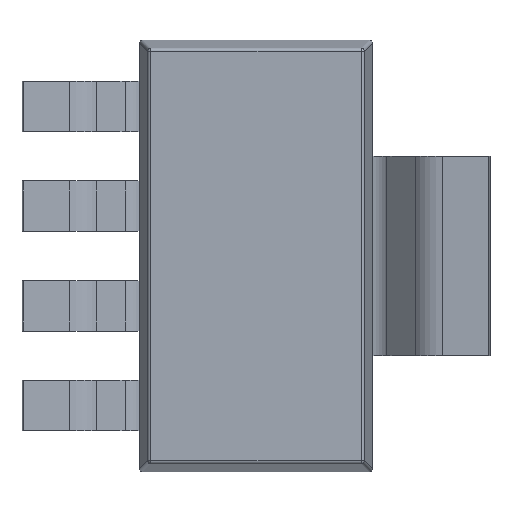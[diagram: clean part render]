
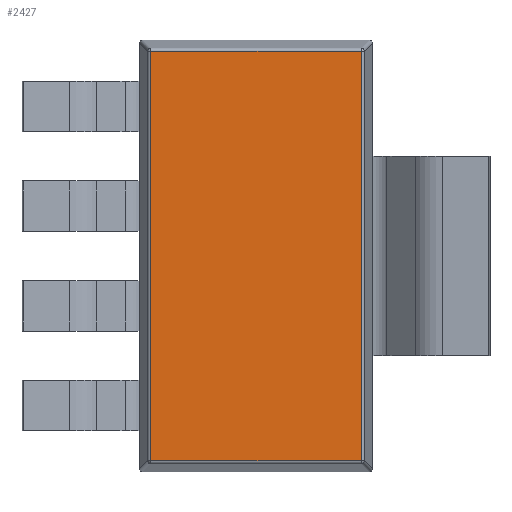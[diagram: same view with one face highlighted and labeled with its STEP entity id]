
A CAD part, front view. The second image highlights one B-rep face of the part: STEP entity #2427.
In plain terms, the highlighted planar face has unit normal (0, -1, 0).
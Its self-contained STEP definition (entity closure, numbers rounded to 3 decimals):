
#17 = EDGE_CURVE ( 'NONE', #3432, #2159, #467, .T. ) ;
#49 = DIRECTION ( 'NONE',  ( 0., 0., 1. ) ) ;
#191 = CARTESIAN_POINT ( 'NONE',  ( -1.622, 0.05, -3.079 ) ) ;
#316 = DIRECTION ( 'NONE',  ( -1., 0., 0. ) ) ;
#450 = VECTOR ( 'NONE', #49, 1000. ) ;
#467 = LINE ( 'NONE', #3488, #1108 ) ;
#507 = DIRECTION ( 'NONE',  ( 0., 1., 0. ) ) ;
#549 = DIRECTION ( 'NONE',  ( -1., 0., 0. ) ) ;
#630 = LINE ( 'NONE', #1659, #450 ) ;
#702 = CARTESIAN_POINT ( 'NONE',  ( -1.58, 0.05, 3.079 ) ) ;
#743 = PLANE ( 'NONE',  #804 ) ;
#804 = AXIS2_PLACEMENT_3D ( 'NONE', #2630, #507, #549 ) ;
#949 = EDGE_LOOP ( 'NONE', ( #2177, #1063, #1478, #1723 ) ) ;
#1063 = ORIENTED_EDGE ( 'NONE', *, *, #2129, .F. ) ;
#1108 = VECTOR ( 'NONE', #1874, 1000. ) ;
#1110 = CARTESIAN_POINT ( 'NONE',  ( -1.622, 0.05, 3.079 ) ) ;
#1478 = ORIENTED_EDGE ( 'NONE', *, *, #1724, .F. ) ;
#1524 = CARTESIAN_POINT ( 'NONE',  ( -1.58, 0.05, -3.079 ) ) ;
#1659 = CARTESIAN_POINT ( 'NONE',  ( -1.58, 0.05, -3.25 ) ) ;
#1723 = ORIENTED_EDGE ( 'NONE', *, *, #1934, .F. ) ;
#1724 = EDGE_CURVE ( 'NONE', #2238, #2196, #630, .T. ) ;
#1751 = VECTOR ( 'NONE', #2720, 1000. ) ;
#1792 = LINE ( 'NONE', #191, #2950 ) ;
#1833 = LINE ( 'NONE', #1110, #1751 ) ;
#1874 = DIRECTION ( 'NONE',  ( 0., 0., -1. ) ) ;
#1934 = EDGE_CURVE ( 'NONE', #2159, #2238, #1792, .T. ) ;
#2129 = EDGE_CURVE ( 'NONE', #2196, #3432, #1833, .T. ) ;
#2142 = CARTESIAN_POINT ( 'NONE',  ( 1.58, 0.05, 3.079 ) ) ;
#2159 = VERTEX_POINT ( 'NONE', #2477 ) ;
#2177 = ORIENTED_EDGE ( 'NONE', *, *, #17, .F. ) ;
#2196 = VERTEX_POINT ( 'NONE', #702 ) ;
#2238 = VERTEX_POINT ( 'NONE', #1524 ) ;
#2427 = ADVANCED_FACE ( 'NONE', ( #2687 ), #743, .F. ) ;
#2477 = CARTESIAN_POINT ( 'NONE',  ( 1.58, 0.05, -3.079 ) ) ;
#2630 = CARTESIAN_POINT ( 'NONE',  ( -1.622, 0.05, -3.25 ) ) ;
#2687 = FACE_OUTER_BOUND ( 'NONE', #949, .T. ) ;
#2720 = DIRECTION ( 'NONE',  ( 1., 0., 0. ) ) ;
#2950 = VECTOR ( 'NONE', #316, 1000. ) ;
#3432 = VERTEX_POINT ( 'NONE', #2142 ) ;
#3488 = CARTESIAN_POINT ( 'NONE',  ( 1.58, 0.05, -3.25 ) ) ;
